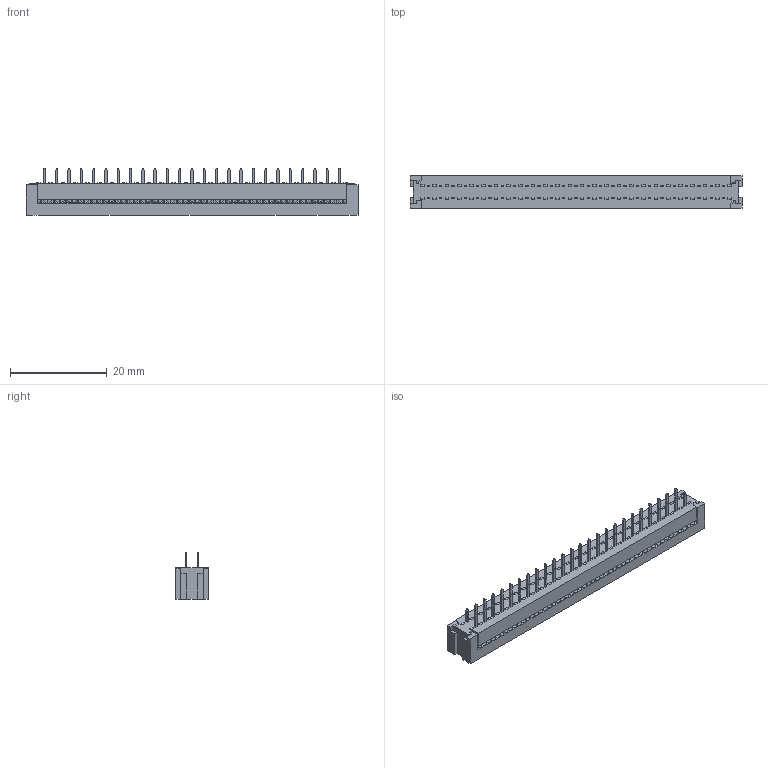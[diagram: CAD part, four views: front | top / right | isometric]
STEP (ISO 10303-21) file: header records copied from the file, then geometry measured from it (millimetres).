
FILE_DESCRIPTION(('STEP AP214'),'1');
FILE_NAME(' ',' ',('TraceParts'),('TraceParts S.A.'),'XStep 1.0',' ',' ');
FILE_SCHEMA(('automotive_design'));
Length unit declared in the file: millimetre
Products named in the file (1): C-0216093-50-3-L
Bounding box: 68.58 x 6.72 x 9.61 mm (x, y, z)
Volume: 2632.4 mm3; surface area: 3686.7 mm2
Topology: 1 solids, 1 shells, 2084 faces, 5430 edges, 3552 vertices
Faces by surface type: plane 1882, cylinder 202
Entity records: 64617 total; most frequent: CARTESIAN_POINT 13667, ORIENTED_EDGE 10860, DIRECTION 9404, EDGE_CURVE 5430, LINE 4826, VECTOR 4826, VERTEX_POINT 3552, EDGE_LOOP 2486
